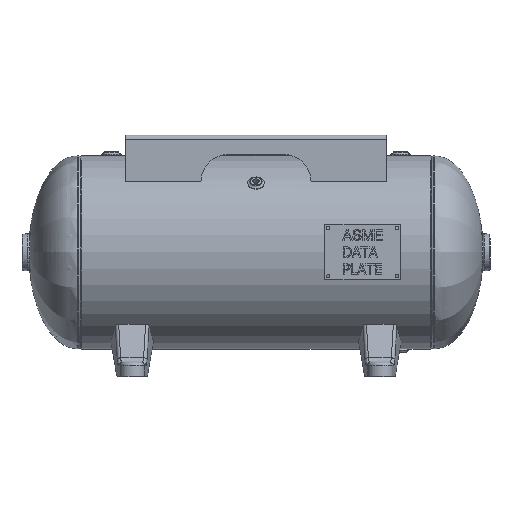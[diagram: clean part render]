
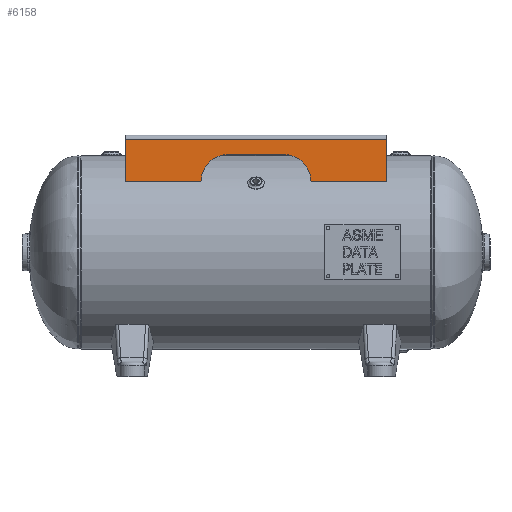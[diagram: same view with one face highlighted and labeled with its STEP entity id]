
A CAD part, top view. The second image highlights one B-rep face of the part: STEP entity #6158.
In plain terms, the highlighted face is planar.
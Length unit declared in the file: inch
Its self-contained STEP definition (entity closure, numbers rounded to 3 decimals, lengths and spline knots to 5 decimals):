
#347=CIRCLE('',#6685,2.);
#350=CIRCLE('',#6690,2.);
#862=LINE('',#11666,#1436);
#863=LINE('',#11669,#1437);
#864=LINE('',#11671,#1438);
#865=LINE('',#11673,#1439);
#866=LINE('',#11675,#1440);
#867=LINE('',#11676,#1441);
#1436=VECTOR('',#8056,0.3937);
#1437=VECTOR('',#8059,0.3937);
#1438=VECTOR('',#8060,0.3937);
#1439=VECTOR('',#8061,0.3937);
#1440=VECTOR('',#8062,0.3937);
#1441=VECTOR('',#8063,0.3937);
#1714=PLANE('',#6692);
#2156=FACE_OUTER_BOUND('',#2600,.T.);
#2600=EDGE_LOOP('',(#5489,#5490,#5491,#5492,#5493,#5494,#5495,#5496));
#3224=VERTEX_POINT('',#11644);
#3226=VERTEX_POINT('',#11647);
#3229=VERTEX_POINT('',#11657);
#3231=VERTEX_POINT('',#11661);
#3232=VERTEX_POINT('',#11668);
#3233=VERTEX_POINT('',#11670);
#3234=VERTEX_POINT('',#11672);
#3235=VERTEX_POINT('',#11674);
#3990=EDGE_CURVE('',#3226,#3224,#347,.T.);
#3998=EDGE_CURVE('',#3229,#3231,#350,.T.);
#4000=EDGE_CURVE('',#3231,#3226,#862,.T.);
#4001=EDGE_CURVE('',#3232,#3224,#863,.T.);
#4002=EDGE_CURVE('',#3233,#3232,#864,.T.);
#4003=EDGE_CURVE('',#3233,#3234,#865,.T.);
#4004=EDGE_CURVE('',#3235,#3234,#866,.T.);
#4005=EDGE_CURVE('',#3229,#3235,#867,.T.);
#5489=ORIENTED_EDGE('',*,*,#3998,.T.);
#5490=ORIENTED_EDGE('',*,*,#4000,.T.);
#5491=ORIENTED_EDGE('',*,*,#3990,.T.);
#5492=ORIENTED_EDGE('',*,*,#4001,.F.);
#5493=ORIENTED_EDGE('',*,*,#4002,.F.);
#5494=ORIENTED_EDGE('',*,*,#4003,.T.);
#5495=ORIENTED_EDGE('',*,*,#4004,.F.);
#5496=ORIENTED_EDGE('',*,*,#4005,.F.);
#6158=ADVANCED_FACE('',(#2156),#1714,.F.);
#6685=AXIS2_PLACEMENT_3D('',#11648,#8036,#8037);
#6690=AXIS2_PLACEMENT_3D('',#11663,#8051,#8052);
#6692=AXIS2_PLACEMENT_3D('',#11667,#8057,#8058);
#8036=DIRECTION('center_axis',(-1.,0.,0.));
#8037=DIRECTION('ref_axis',(0.,1.,0.));
#8051=DIRECTION('center_axis',(-1.,0.,0.));
#8052=DIRECTION('ref_axis',(0.,-1.,0.));
#8056=DIRECTION('',(0.,0.,-1.));
#8057=DIRECTION('center_axis',(-1.,0.,0.));
#8058=DIRECTION('ref_axis',(0.,0.,-1.));
#8059=DIRECTION('',(0.,0.,1.));
#8060=DIRECTION('',(0.,-1.,0.));
#8061=DIRECTION('',(0.,0.,1.));
#8062=DIRECTION('',(0.,1.,0.));
#8063=DIRECTION('',(0.,0.,1.));
#11644=CARTESIAN_POINT('',(5.,5.20059,-4.));
#11647=CARTESIAN_POINT('',(5.,7.20059,-2.));
#11648=CARTESIAN_POINT('Origin',(5.,5.20059,-2.));
#11657=CARTESIAN_POINT('',(5.,5.20059,4.));
#11661=CARTESIAN_POINT('',(5.,7.20059,2.));
#11663=CARTESIAN_POINT('Origin',(5.,5.20059,2.));
#11666=CARTESIAN_POINT('',(5.,7.20059,1.));
#11667=CARTESIAN_POINT('Origin',(5.,13.3396,0.));
#11668=CARTESIAN_POINT('',(5.,5.20059,-9.5));
#11669=CARTESIAN_POINT('',(5.,5.20059,-9.5));
#11670=CARTESIAN_POINT('',(5.,8.27159,-9.5));
#11671=CARTESIAN_POINT('',(5.,8.27159,-9.5));
#11672=CARTESIAN_POINT('',(5.,8.27159,9.5));
#11673=CARTESIAN_POINT('',(5.,8.27159,0.));
#11674=CARTESIAN_POINT('',(5.,5.20059,9.5));
#11675=CARTESIAN_POINT('',(5.,21.47862,9.5));
#11676=CARTESIAN_POINT('',(5.,5.20059,-9.5));
